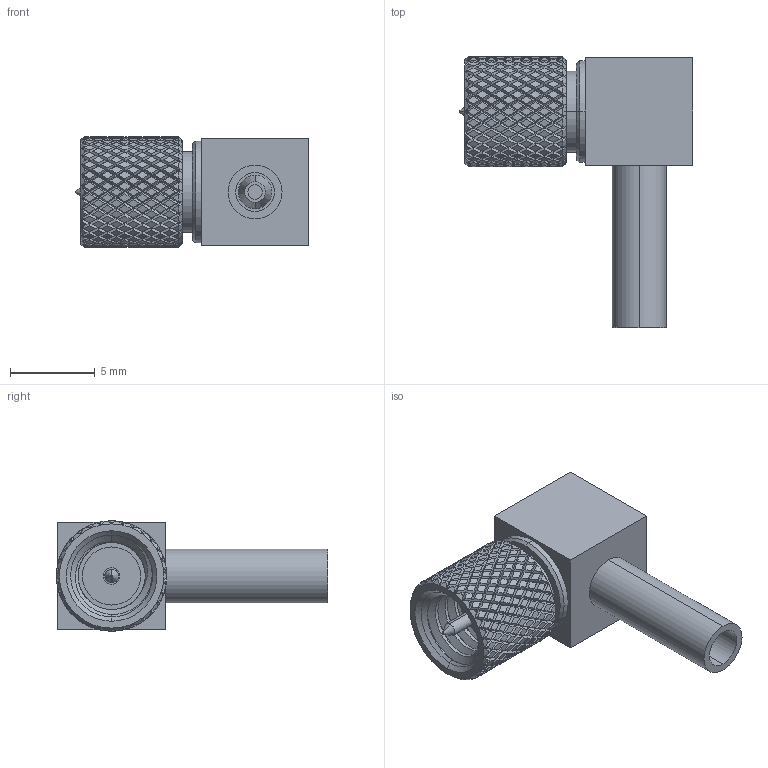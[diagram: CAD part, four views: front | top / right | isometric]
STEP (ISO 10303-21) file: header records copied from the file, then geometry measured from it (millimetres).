
FILE_DESCRIPTION (( 'STEP AP203' ), '1' );
FILE_NAME ('PE44356.step', '2019-03-28T21:17:30', ( '' ), ( '' ), 'SwSTEP 2.0', 'SolidWorks 2017', '' );
FILE_SCHEMA (( 'CONFIG_CONTROL_DESIGN' ));
Products named in the file (1): PE44356
Bounding box: 13.79 x 15.98 x 6.5 mm (x, y, z)
Volume: 470.7 mm3; surface area: 931.2 mm2
Topology: 3 solids, 3 shells, 1887 faces, 3933 edges, 2064 vertices
Faces by surface type: bspline 1446, cylinder 405, plane 22, cone 14
Entity records: 76850 total; most frequent: CARTESIAN_POINT 52950, ORIENTED_EDGE 7866, EDGE_CURVE 3933, VERTEX_POINT 2064, EDGE_LOOP 1901, ADVANCED_FACE 1887, FACE_OUTER_BOUND 1887, B_SPLINE_CURVE_WITH_KNOTS 1633
